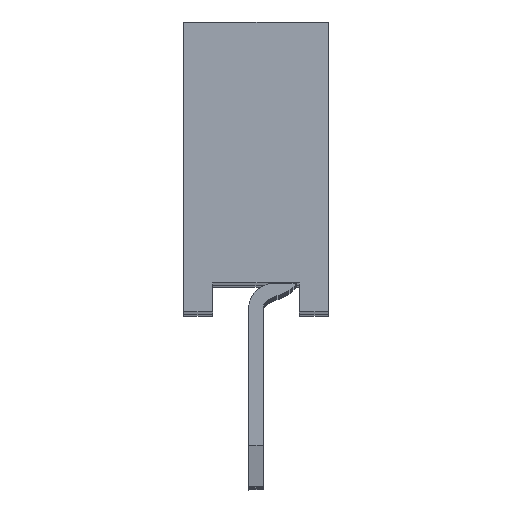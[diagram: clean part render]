
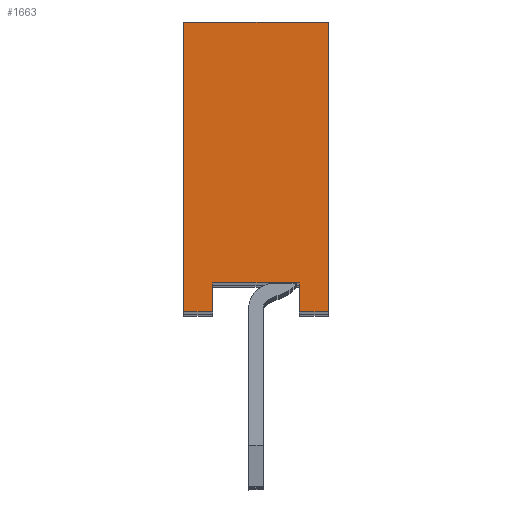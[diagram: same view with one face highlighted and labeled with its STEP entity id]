
A CAD part, top view. The second image highlights one B-rep face of the part: STEP entity #1663.
In plain terms, the highlighted planar face has unit normal (0, 0, 1).
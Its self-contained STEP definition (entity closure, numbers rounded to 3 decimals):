
#166=FACE_OUTER_BOUND('',#261,.T.);
#261=EDGE_LOOP('',(#1309,#1310,#1311,#1312,#1313,#1314,#1315,#1316));
#311=LINE('',#2371,#522);
#314=LINE('',#2377,#525);
#316=LINE('',#2382,#527);
#320=LINE('',#2389,#531);
#323=LINE('',#2395,#534);
#422=LINE('',#2593,#633);
#425=LINE('',#2599,#636);
#475=LINE('',#2699,#686);
#522=VECTOR('',#1915,1000.);
#525=VECTOR('',#1920,1000.);
#527=VECTOR('',#1924,1000.);
#531=VECTOR('',#1930,1000.);
#534=VECTOR('',#1935,1000.);
#633=VECTOR('',#2100,1000.);
#636=VECTOR('',#2105,1000.);
#686=VECTOR('',#2191,1000.);
#731=VERTEX_POINT('',#2365);
#733=VERTEX_POINT('',#2369);
#735=VERTEX_POINT('',#2375);
#737=VERTEX_POINT('',#2381);
#739=VERTEX_POINT('',#2387);
#740=VERTEX_POINT('',#2391);
#807=VERTEX_POINT('',#2591);
#808=VERTEX_POINT('',#2595);
#867=EDGE_CURVE('',#731,#733,#311,.T.);
#870=EDGE_CURVE('',#733,#735,#314,.T.);
#872=EDGE_CURVE('',#737,#731,#316,.T.);
#876=EDGE_CURVE('',#735,#739,#320,.T.);
#879=EDGE_CURVE('',#740,#737,#323,.T.);
#978=EDGE_CURVE('',#807,#739,#422,.T.);
#981=EDGE_CURVE('',#740,#808,#425,.T.);
#1031=EDGE_CURVE('',#807,#808,#475,.T.);
#1309=ORIENTED_EDGE('',*,*,#981,.F.);
#1310=ORIENTED_EDGE('',*,*,#879,.T.);
#1311=ORIENTED_EDGE('',*,*,#872,.T.);
#1312=ORIENTED_EDGE('',*,*,#867,.T.);
#1313=ORIENTED_EDGE('',*,*,#870,.T.);
#1314=ORIENTED_EDGE('',*,*,#876,.T.);
#1315=ORIENTED_EDGE('',*,*,#978,.F.);
#1316=ORIENTED_EDGE('',*,*,#1031,.T.);
#1571=PLANE('',#1842);
#1663=ADVANCED_FACE('',(#166),#1571,.T.);
#1842=AXIS2_PLACEMENT_3D('',#2698,#2189,#2190);
#1915=DIRECTION('',(1.,0.,0.));
#1920=DIRECTION('',(0.,-1.,0.));
#1924=DIRECTION('',(0.,1.,0.));
#1930=DIRECTION('',(1.,0.,0.));
#1935=DIRECTION('',(1.,0.,0.));
#2100=DIRECTION('',(0.,-1.,0.));
#2105=DIRECTION('',(0.,1.,0.));
#2189=DIRECTION('center_axis',(0.,0.,1.));
#2190=DIRECTION('ref_axis',(1.,0.,0.));
#2191=DIRECTION('',(-1.,0.,0.));
#2365=CARTESIAN_POINT('',(-0.75,-2.,-30.48));
#2369=CARTESIAN_POINT('',(0.75,-2.,-30.48));
#2371=CARTESIAN_POINT('',(0.,-2.,-30.48));
#2375=CARTESIAN_POINT('',(0.75,-2.5,-30.48));
#2377=CARTESIAN_POINT('',(0.75,0.,-30.48));
#2381=CARTESIAN_POINT('',(-0.75,-2.5,-30.48));
#2382=CARTESIAN_POINT('',(-0.75,0.,-30.48));
#2387=CARTESIAN_POINT('',(1.25,-2.5,-30.48));
#2389=CARTESIAN_POINT('',(0.,-2.5,-30.48));
#2391=CARTESIAN_POINT('',(-1.25,-2.5,-30.48));
#2395=CARTESIAN_POINT('',(0.,-2.5,-30.48));
#2591=CARTESIAN_POINT('',(1.25,2.5,-30.48));
#2593=CARTESIAN_POINT('',(1.25,0.,-30.48));
#2595=CARTESIAN_POINT('',(-1.25,2.5,-30.48));
#2599=CARTESIAN_POINT('',(-1.25,0.,-30.48));
#2698=CARTESIAN_POINT('Origin',(-1.25,-2.5,-30.48));
#2699=CARTESIAN_POINT('',(0.,2.5,-30.48));
